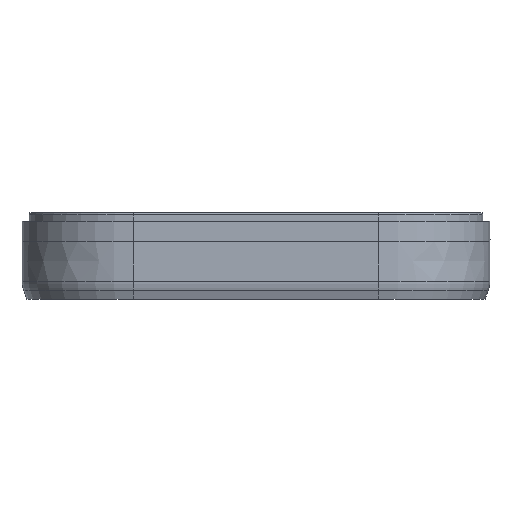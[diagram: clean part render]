
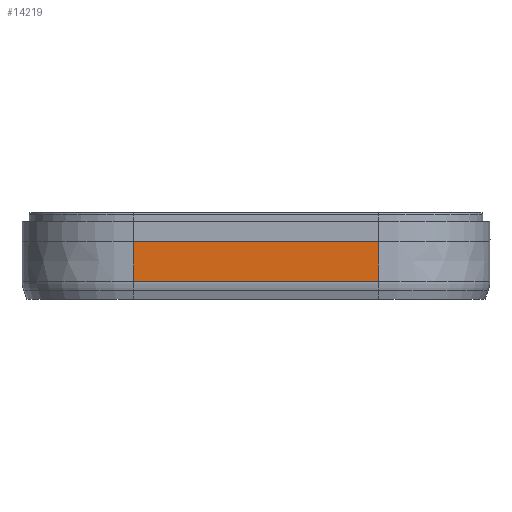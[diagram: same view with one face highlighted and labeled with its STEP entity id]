
A CAD part, left-side view. The second image highlights one B-rep face of the part: STEP entity #14219.
In plain terms, the highlighted planar face has unit normal (-1, 0, -0.002).
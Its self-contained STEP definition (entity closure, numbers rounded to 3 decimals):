
#1115 = EDGE_CURVE ( 'NONE', #11713, #6531, #7642, .T. ) ;
#1189 = LINE ( 'NONE', #6192, #15398 ) ;
#1330 = AXIS2_PLACEMENT_3D ( 'NONE', #6277, #7718, #17626 ) ;
#1742 = CARTESIAN_POINT ( 'NONE',  ( -52.477, 27.5, 0. ) ) ;
#2911 = CARTESIAN_POINT ( 'NONE',  ( -52.484, 27.5, 4.058 ) ) ;
#3243 = DIRECTION ( 'NONE',  ( 0., -1., 0. ) ) ;
#3677 = EDGE_CURVE ( 'NONE', #9694, #11713, #16978, .T. ) ;
#3708 = EDGE_CURVE ( 'NONE', #9694, #14968, #15010, .T. ) ;
#3761 = EDGE_CURVE ( 'NONE', #6531, #14968, #1189, .T. ) ;
#4775 = DIRECTION ( 'NONE',  ( 0.002, 0., -1. ) ) ;
#4908 = CARTESIAN_POINT ( 'NONE',  ( -52.5, -27.5, 13. ) ) ;
#5462 = ORIENTED_EDGE ( 'NONE', *, *, #1115, .F. ) ;
#5644 = VECTOR ( 'NONE', #17628, 1000. ) ;
#6192 = CARTESIAN_POINT ( 'NONE',  ( -52.5, -27.5, 13. ) ) ;
#6277 = CARTESIAN_POINT ( 'NONE',  ( -52.5, -27.5, 13. ) ) ;
#6531 = VERTEX_POINT ( 'NONE', #18158 ) ;
#6877 = FACE_OUTER_BOUND ( 'NONE', #10583, .T. ) ;
#7642 = LINE ( 'NONE', #4908, #5644 ) ;
#7718 = DIRECTION ( 'NONE',  ( 1., 0., 0.002 ) ) ;
#7832 = CARTESIAN_POINT ( 'NONE',  ( -52.484, -27.5, 4.058 ) ) ;
#8761 = VECTOR ( 'NONE', #3243, 1000. ) ;
#9694 = VERTEX_POINT ( 'NONE', #2911 ) ;
#9899 = ORIENTED_EDGE ( 'NONE', *, *, #3677, .F. ) ;
#10338 = CARTESIAN_POINT ( 'NONE',  ( -52.484, -27.5, 4.058 ) ) ;
#10469 = PLANE ( 'NONE',  #1330 ) ;
#10494 = ORIENTED_EDGE ( 'NONE', *, *, #3708, .T. ) ;
#10583 = EDGE_LOOP ( 'NONE', ( #9899, #10494, #14402, #5462 ) ) ;
#10784 = VECTOR ( 'NONE', #14598, 1000. ) ;
#11713 = VERTEX_POINT ( 'NONE', #13382 ) ;
#13382 = CARTESIAN_POINT ( 'NONE',  ( -52.5, 27.5, 13. ) ) ;
#14219 = ADVANCED_FACE ( 'NONE', ( #6877 ), #10469, .F. ) ;
#14402 = ORIENTED_EDGE ( 'NONE', *, *, #3761, .F. ) ;
#14598 = DIRECTION ( 'NONE',  ( -0.002, 0., 1. ) ) ;
#14968 = VERTEX_POINT ( 'NONE', #7832 ) ;
#15010 = LINE ( 'NONE', #10338, #8761 ) ;
#15398 = VECTOR ( 'NONE', #4775, 1000. ) ;
#16978 = LINE ( 'NONE', #1742, #10784 ) ;
#17626 = DIRECTION ( 'NONE',  ( 0., -1., 0. ) ) ;
#17628 = DIRECTION ( 'NONE',  ( 0., -1., 0. ) ) ;
#18158 = CARTESIAN_POINT ( 'NONE',  ( -52.5, -27.5, 13. ) ) ;
